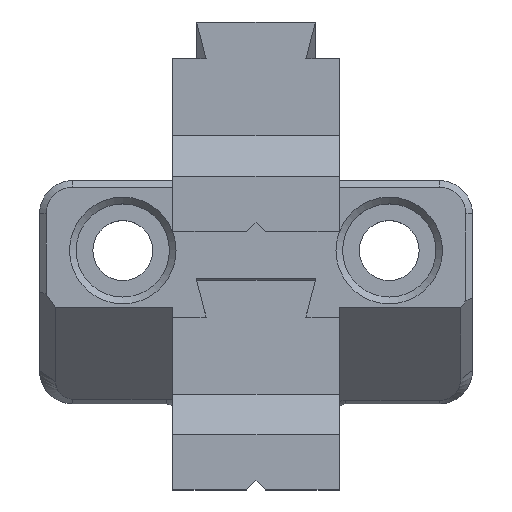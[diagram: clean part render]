
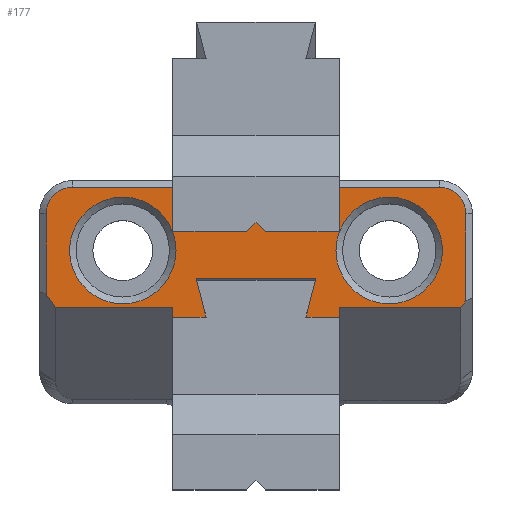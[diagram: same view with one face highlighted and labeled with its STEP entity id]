
A CAD part, top view. The second image highlights one B-rep face of the part: STEP entity #177.
In plain terms, the highlighted planar face has unit normal (0, 0, 1).
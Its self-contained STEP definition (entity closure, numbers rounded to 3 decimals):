
#177 = ADVANCED_FACE( '', ( #246, #247, #248 ), #249, .F. );
#246 = FACE_BOUND( '', #395, .T. );
#247 = FACE_BOUND( '', #396, .T. );
#248 = FACE_OUTER_BOUND( '', #397, .T. );
#249 = PLANE( '', #398 );
#395 = EDGE_LOOP( '', ( #600 ) );
#396 = EDGE_LOOP( '', ( #601 ) );
#397 = EDGE_LOOP( '', ( #602, #603, #604, #605, #606, #607, #608, #609, #610, #611, #612, #613, #614, #615, #616, #617 ) );
#398 = AXIS2_PLACEMENT_3D( '', #618, #619, #620 );
#600 = ORIENTED_EDGE( '', *, *, #1052, .T. );
#601 = ORIENTED_EDGE( '', *, *, #1053, .T. );
#602 = ORIENTED_EDGE( '', *, *, #1054, .T. );
#603 = ORIENTED_EDGE( '', *, *, #1055, .T. );
#604 = ORIENTED_EDGE( '', *, *, #1046, .F. );
#605 = ORIENTED_EDGE( '', *, *, #1051, .T. );
#606 = ORIENTED_EDGE( '', *, *, #1056, .F. );
#607 = ORIENTED_EDGE( '', *, *, #1057, .T. );
#608 = ORIENTED_EDGE( '', *, *, #1058, .T. );
#609 = ORIENTED_EDGE( '', *, *, #1059, .T. );
#610 = ORIENTED_EDGE( '', *, *, #1060, .F. );
#611 = ORIENTED_EDGE( '', *, *, #1061, .T. );
#612 = ORIENTED_EDGE( '', *, *, #1062, .T. );
#613 = ORIENTED_EDGE( '', *, *, #1063, .T. );
#614 = ORIENTED_EDGE( '', *, *, #1064, .T. );
#615 = ORIENTED_EDGE( '', *, *, #1065, .T. );
#616 = ORIENTED_EDGE( '', *, *, #1066, .T. );
#617 = ORIENTED_EDGE( '', *, *, #1067, .T. );
#618 = CARTESIAN_POINT( '', ( 32.5, 0., 16. ) );
#619 = DIRECTION( '', ( 0., 0., -1. ) );
#620 = DIRECTION( '', ( 0., 1., 0. ) );
#1046 = EDGE_CURVE( '', #1217, #1219, #1220, .T. );
#1051 = EDGE_CURVE( '', #1217, #1226, #1228, .T. );
#1052 = EDGE_CURVE( '', #1229, #1229, #1230, .T. );
#1053 = EDGE_CURVE( '', #1231, #1231, #1232, .T. );
#1054 = EDGE_CURVE( '', #1233, #1234, #1235, .T. );
#1055 = EDGE_CURVE( '', #1234, #1219, #1236, .T. );
#1056 = EDGE_CURVE( '', #1237, #1226, #1238, .T. );
#1057 = EDGE_CURVE( '', #1237, #1239, #1240, .T. );
#1058 = EDGE_CURVE( '', #1239, #1241, #1242, .T. );
#1059 = EDGE_CURVE( '', #1241, #1243, #1244, .T. );
#1060 = EDGE_CURVE( '', #1245, #1243, #1246, .T. );
#1061 = EDGE_CURVE( '', #1245, #1247, #1248, .T. );
#1062 = EDGE_CURVE( '', #1247, #1249, #1250, .T. );
#1063 = EDGE_CURVE( '', #1249, #1251, #1252, .F. );
#1064 = EDGE_CURVE( '', #1251, #1253, #1254, .T. );
#1065 = EDGE_CURVE( '', #1253, #1255, #1256, .F. );
#1066 = EDGE_CURVE( '', #1255, #1257, #1258, .T. );
#1067 = EDGE_CURVE( '', #1257, #1233, #1259, .F. );
#1217 = VERTEX_POINT( '', #1493 );
#1219 = VERTEX_POINT( '', #1496 );
#1220 = LINE( '', #1497, #1498 );
#1226 = VERTEX_POINT( '', #1514 );
#1228 = LINE( '', #1517, #1518 );
#1229 = VERTEX_POINT( '', #1519 );
#1230 = CIRCLE( '', #1520, 8. );
#1231 = VERTEX_POINT( '', #1521 );
#1232 = CIRCLE( '', #1522, 8. );
#1233 = VERTEX_POINT( '', #1523 );
#1234 = VERTEX_POINT( '', #1524 );
#1235 = LINE( '', #1525, #1526 );
#1236 = LINE( '', #1527, #1528 );
#1237 = VERTEX_POINT( '', #1529 );
#1238 = LINE( '', #1530, #1531 );
#1239 = VERTEX_POINT( '', #1532 );
#1240 = LINE( '', #1533, #1534 );
#1241 = VERTEX_POINT( '', #1535 );
#1242 = LINE( '', #1536, #1537 );
#1243 = VERTEX_POINT( '', #1538 );
#1244 = LINE( '', #1539, #1540 );
#1245 = VERTEX_POINT( '', #1541 );
#1246 = LINE( '', #1542, #1543 );
#1247 = VERTEX_POINT( '', #1544 );
#1248 = LINE( '', #1545, #1546 );
#1249 = VERTEX_POINT( '', #1547 );
#1250 = LINE( '', #1548, #1549 );
#1251 = VERTEX_POINT( '', #1550 );
#1252 = LINE( '', #1551, #1552 );
#1253 = VERTEX_POINT( '', #1553 );
#1254 = LINE( '', #1554, #1555 );
#1255 = VERTEX_POINT( '', #1556 );
#1256 = CIRCLE( '', #1557, 4. );
#1257 = VERTEX_POINT( '', #1558 );
#1258 = LINE( '', #1559, #1560 );
#1259 = CIRCLE( '', #1561, 4. );
#1493 = CARTESIAN_POINT( '', ( -12.5, -27.086, 16. ) );
#1496 = CARTESIAN_POINT( '', ( -30.086, -27.086, 16. ) );
#1497 = CARTESIAN_POINT( '', ( -12.5, -27.086, 16. ) );
#1498 = VECTOR( '', #1912, 1000. );
#1514 = CARTESIAN_POINT( '', ( -12.5, -28.5, 16. ) );
#1517 = CARTESIAN_POINT( '', ( -12.5, -27.086, 16. ) );
#1518 = VECTOR( '', #1916, 1000. );
#1519 = CARTESIAN_POINT( '', ( -20., -10.5, 16. ) );
#1520 = AXIS2_PLACEMENT_3D( '', #1917, #1918, #1919 );
#1521 = CARTESIAN_POINT( '', ( 20., -10.5, 16. ) );
#1522 = AXIS2_PLACEMENT_3D( '', #1920, #1921, #1922 );
#1523 = CARTESIAN_POINT( '', ( -31.5, -13., 16. ) );
#1524 = CARTESIAN_POINT( '', ( -31.5, -25.086, 16. ) );
#1525 = CARTESIAN_POINT( '', ( -31.5, 0., 16. ) );
#1526 = VECTOR( '', #1923, 1000. );
#1527 = CARTESIAN_POINT( '', ( -24.173, -35.448, 16. ) );
#1528 = VECTOR( '', #1924, 1000. );
#1529 = CARTESIAN_POINT( '', ( -7.5, -28.5, 16. ) );
#1530 = CARTESIAN_POINT( '', ( 32.5, -28.5, 16. ) );
#1531 = VECTOR( '', #1925, 1000. );
#1532 = CARTESIAN_POINT( '', ( -8.992, -22.702, 16. ) );
#1533 = CARTESIAN_POINT( '', ( -11.894, -11.426, 16. ) );
#1534 = VECTOR( '', #1926, 1000. );
#1535 = CARTESIAN_POINT( '', ( 8.992, -22.702, 16. ) );
#1536 = CARTESIAN_POINT( '', ( 32.5, -22.702, 16. ) );
#1537 = VECTOR( '', #1927, 1000. );
#1538 = CARTESIAN_POINT( '', ( 7.5, -28.5, 16. ) );
#1539 = CARTESIAN_POINT( '', ( 15.932, 4.264, 16. ) );
#1540 = VECTOR( '', #1928, 1000. );
#1541 = CARTESIAN_POINT( '', ( 12.5, -28.5, 16. ) );
#1542 = CARTESIAN_POINT( '', ( 32.5, -28.5, 16. ) );
#1543 = VECTOR( '', #1929, 1000. );
#1544 = CARTESIAN_POINT( '', ( 12.5, -27.086, 16. ) );
#1545 = CARTESIAN_POINT( '', ( 12.5, -27.086, 16. ) );
#1546 = VECTOR( '', #1930, 1000. );
#1547 = CARTESIAN_POINT( '', ( 30.768, -27.086, 16. ) );
#1548 = CARTESIAN_POINT( '', ( 12.5, -27.086, 16. ) );
#1549 = VECTOR( '', #1931, 1000. );
#1550 = CARTESIAN_POINT( '', ( 31.5, -26.051, 16. ) );
#1551 = CARTESIAN_POINT( '', ( 24.4, -36.091, 16. ) );
#1552 = VECTOR( '', #1932, 1000. );
#1553 = CARTESIAN_POINT( '', ( 31.5, -13., 16. ) );
#1554 = CARTESIAN_POINT( '', ( 31.5, -13., 16. ) );
#1555 = VECTOR( '', #1933, 1000. );
#1556 = CARTESIAN_POINT( '', ( 27.5, -9., 16. ) );
#1557 = AXIS2_PLACEMENT_3D( '', #1934, #1935, #1936 );
#1558 = CARTESIAN_POINT( '', ( -27.5, -9., 16. ) );
#1559 = CARTESIAN_POINT( '', ( -27.5, -9., 16. ) );
#1560 = VECTOR( '', #1937, 1000. );
#1561 = AXIS2_PLACEMENT_3D( '', #1938, #1939, #1940 );
#1912 = DIRECTION( '', ( -1., 0., 0. ) );
#1916 = DIRECTION( '', ( 0., -1., 0. ) );
#1917 = CARTESIAN_POINT( '', ( -20., -18.5, 16. ) );
#1918 = DIRECTION( '', ( 0., 0., -1. ) );
#1919 = DIRECTION( '', ( 0., 1., 0. ) );
#1920 = CARTESIAN_POINT( '', ( 20., -18.5, 16. ) );
#1921 = DIRECTION( '', ( 0., 0., -1. ) );
#1922 = DIRECTION( '', ( 0., 1., 0. ) );
#1923 = DIRECTION( '', ( 0., -1., 0. ) );
#1924 = DIRECTION( '', ( 0.577, -0.816, 0. ) );
#1925 = DIRECTION( '', ( -1., 0., 0. ) );
#1926 = DIRECTION( '', ( -0.249, 0.968, 0. ) );
#1927 = DIRECTION( '', ( 1., 0., 0. ) );
#1928 = DIRECTION( '', ( -0.249, -0.968, 0. ) );
#1929 = DIRECTION( '', ( -1., 0., 0. ) );
#1930 = DIRECTION( '', ( 0., 1., 0. ) );
#1931 = DIRECTION( '', ( 1., 0., 0. ) );
#1932 = DIRECTION( '', ( -0.577, -0.816, 0. ) );
#1933 = DIRECTION( '', ( 0., 1., 0. ) );
#1934 = CARTESIAN_POINT( '', ( 27.5, -13., 16. ) );
#1935 = DIRECTION( '', ( 0., 0., -1. ) );
#1936 = DIRECTION( '', ( 0., 1., 0. ) );
#1937 = DIRECTION( '', ( -1., 0., 0. ) );
#1938 = CARTESIAN_POINT( '', ( -27.5, -13., 16. ) );
#1939 = DIRECTION( '', ( 0., 0., -1. ) );
#1940 = DIRECTION( '', ( 0., 1., 0. ) );
